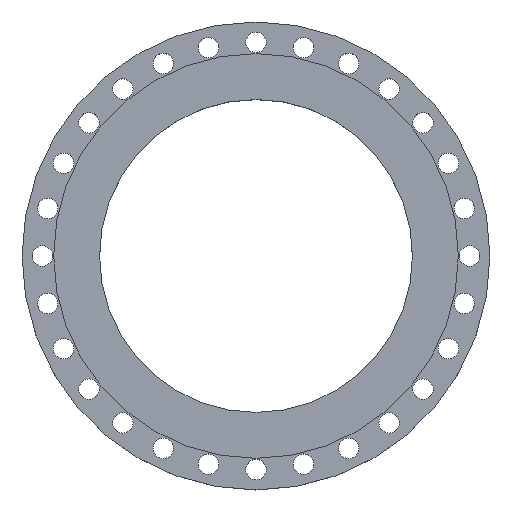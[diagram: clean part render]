
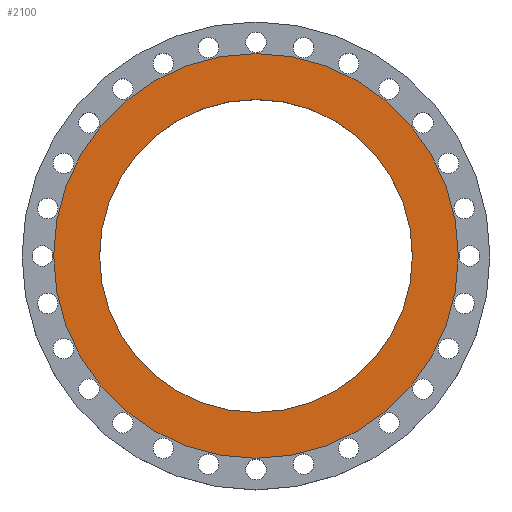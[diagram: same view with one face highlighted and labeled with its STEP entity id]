
A CAD part, top view. The second image highlights one B-rep face of the part: STEP entity #2100.
In plain terms, the highlighted planar face has unit normal (0, 0, 1).
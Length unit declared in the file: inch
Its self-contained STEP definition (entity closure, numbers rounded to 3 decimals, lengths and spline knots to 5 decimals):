
#14 = CARTESIAN_POINT ( 'NONE',  ( 18.59375, 0., 0. ) ) ;
#164 = EDGE_CURVE ( 'NONE', #765, #836, #821, .T. ) ;
#386 = DIRECTION ( 'NONE',  ( 0., 0., 1. ) ) ;
#410 = EDGE_CURVE ( 'NONE', #1004, #683, #1811, .T. ) ;
#511 = CARTESIAN_POINT ( 'NONE',  ( 0., 0., 0. ) ) ;
#532 = AXIS2_PLACEMENT_3D ( 'NONE', #511, #1126, #1848 ) ;
#615 = EDGE_CURVE ( 'NONE', #683, #1004, #1730, .T. ) ;
#670 = DIRECTION ( 'NONE',  ( 0., 0., 1. ) ) ;
#683 = VERTEX_POINT ( 'NONE', #2023 ) ;
#765 = VERTEX_POINT ( 'NONE', #14 ) ;
#821 = CIRCLE ( 'NONE', #2443, 18.59375 ) ;
#836 = VERTEX_POINT ( 'NONE', #2275 ) ;
#853 = DIRECTION ( 'NONE',  ( 1., 0., 0. ) ) ;
#970 = AXIS2_PLACEMENT_3D ( 'NONE', #1502, #1087, #2456 ) ;
#997 = DIRECTION ( 'NONE',  ( 0., 0., 1. ) ) ;
#1004 = VERTEX_POINT ( 'NONE', #1177 ) ;
#1043 = EDGE_CURVE ( 'NONE', #836, #765, #1600, .T. ) ;
#1064 = CARTESIAN_POINT ( 'NONE',  ( 0., 0., 0. ) ) ;
#1080 = AXIS2_PLACEMENT_3D ( 'NONE', #1064, #670, #853 ) ;
#1087 = DIRECTION ( 'NONE',  ( 0., 0., -1. ) ) ;
#1126 = DIRECTION ( 'NONE',  ( 0., 0., 1. ) ) ;
#1177 = CARTESIAN_POINT ( 'NONE',  ( 14.375, 0., 0. ) ) ;
#1237 = DIRECTION ( 'NONE',  ( 1., 0., 0. ) ) ;
#1251 = EDGE_LOOP ( 'NONE', ( #2151, #2028 ) ) ;
#1316 = FACE_OUTER_BOUND ( 'NONE', #1465, .T. ) ;
#1465 = EDGE_LOOP ( 'NONE', ( #1506, #2035 ) ) ;
#1502 = CARTESIAN_POINT ( 'NONE',  ( 0., 14.375, 0. ) ) ;
#1506 = ORIENTED_EDGE ( 'NONE', *, *, #164, .T. ) ;
#1600 = CIRCLE ( 'NONE', #532, 18.59375 ) ;
#1640 = CARTESIAN_POINT ( 'NONE',  ( 0., 0., 0. ) ) ;
#1641 = PLANE ( 'NONE',  #970 ) ;
#1730 = CIRCLE ( 'NONE', #2617, 14.375 ) ;
#1811 = CIRCLE ( 'NONE', #1080, 14.375 ) ;
#1848 = DIRECTION ( 'NONE',  ( 1., 0., 0. ) ) ;
#2023 = CARTESIAN_POINT ( 'NONE',  ( -14.375, 0., 0. ) ) ;
#2028 = ORIENTED_EDGE ( 'NONE', *, *, #615, .F. ) ;
#2035 = ORIENTED_EDGE ( 'NONE', *, *, #1043, .T. ) ;
#2100 = ADVANCED_FACE ( 'NONE', ( #2259, #1316 ), #1641, .F. ) ;
#2151 = ORIENTED_EDGE ( 'NONE', *, *, #410, .F. ) ;
#2259 = FACE_BOUND ( 'NONE', #1251, .T. ) ;
#2275 = CARTESIAN_POINT ( 'NONE',  ( -18.59375, 0., 0. ) ) ;
#2423 = CARTESIAN_POINT ( 'NONE',  ( 0., 0., 0. ) ) ;
#2437 = DIRECTION ( 'NONE',  ( 1., 0., 0. ) ) ;
#2443 = AXIS2_PLACEMENT_3D ( 'NONE', #1640, #997, #2437 ) ;
#2456 = DIRECTION ( 'NONE',  ( -1., 0., 0. ) ) ;
#2617 = AXIS2_PLACEMENT_3D ( 'NONE', #2423, #386, #1237 ) ;
